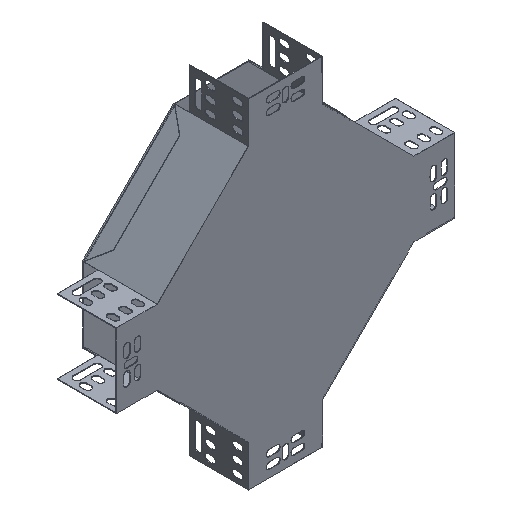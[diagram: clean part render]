
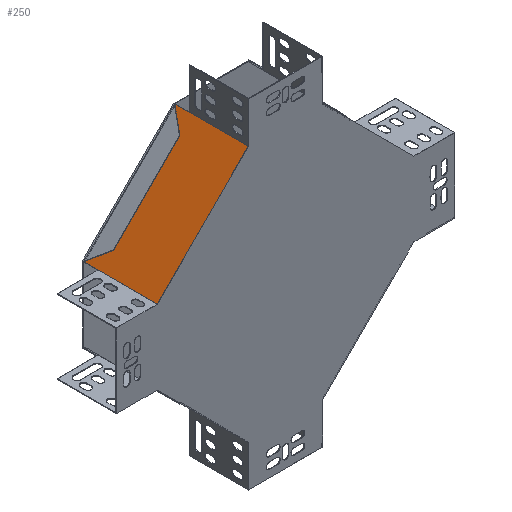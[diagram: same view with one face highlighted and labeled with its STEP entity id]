
A CAD part, isometric view. The second image highlights one B-rep face of the part: STEP entity #250.
In plain terms, the highlighted planar face has unit normal (-0.707, 0, 0.707).
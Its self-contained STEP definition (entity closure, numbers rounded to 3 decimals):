
#133 = ORIENTED_EDGE ( 'NONE', *, *, #720, .F. ) ;
#191 = VECTOR ( 'NONE', #9354, 1000. ) ;
#232 = PLANE ( 'NONE',  #2845 ) ;
#250 = ADVANCED_FACE ( 'NONE', ( #12853 ), #232, .F. ) ;
#300 = VERTEX_POINT ( 'NONE', #5463 ) ;
#448 = ORIENTED_EDGE ( 'NONE', *, *, #11135, .T. ) ;
#720 = EDGE_CURVE ( 'NONE', #1924, #300, #9782, .T. ) ;
#780 = ORIENTED_EDGE ( 'NONE', *, *, #4126, .T. ) ;
#1205 = DIRECTION ( 'NONE',  ( -0.707, 0., -0.707 ) ) ;
#1259 = DIRECTION ( 'NONE',  ( 0.707, 0., -0.707 ) ) ;
#1369 = EDGE_CURVE ( 'NONE', #1924, #9623, #5554, .T. ) ;
#1441 = CARTESIAN_POINT ( 'NONE',  ( -32.336, 189.164, 145.05 ) ) ;
#1480 = LINE ( 'NONE', #3182, #191 ) ;
#1504 = CARTESIAN_POINT ( 'NONE',  ( -132.336, 189.164, 45.05 ) ) ;
#1545 = VECTOR ( 'NONE', #4104, 1000. ) ;
#1924 = VERTEX_POINT ( 'NONE', #5325 ) ;
#2051 = CARTESIAN_POINT ( 'NONE',  ( -32.336, 189.164, 145.05 ) ) ;
#2270 = LINE ( 'NONE', #6350, #8749 ) ;
#2546 = ORIENTED_EDGE ( 'NONE', *, *, #10825, .T. ) ;
#2820 = VECTOR ( 'NONE', #10394, 1000. ) ;
#2845 = AXIS2_PLACEMENT_3D ( 'NONE', #7440, #1259, #8476 ) ;
#2849 = EDGE_CURVE ( 'NONE', #3332, #300, #1480, .T. ) ;
#3080 = DIRECTION ( 'NONE',  ( 0., 1., 0. ) ) ;
#3182 = CARTESIAN_POINT ( 'NONE',  ( -132.336, 174.164, 45.05 ) ) ;
#3332 = VERTEX_POINT ( 'NONE', #9170 ) ;
#3599 = CARTESIAN_POINT ( 'NONE',  ( -132.336, 189.164, 45.05 ) ) ;
#3684 = VERTEX_POINT ( 'NONE', #1441 ) ;
#3950 = VECTOR ( 'NONE', #4644, 1000. ) ;
#4104 = DIRECTION ( 'NONE',  ( -0.707, 0., -0.707 ) ) ;
#4126 = EDGE_CURVE ( 'NONE', #3684, #5721, #2270, .T. ) ;
#4644 = DIRECTION ( 'NONE',  ( 0., -1., 0. ) ) ;
#5207 = CARTESIAN_POINT ( 'NONE',  ( -32.336, 189.164, 145.05 ) ) ;
#5289 = ORIENTED_EDGE ( 'NONE', *, *, #2849, .T. ) ;
#5325 = CARTESIAN_POINT ( 'NONE',  ( -32.336, 109.164, 145.05 ) ) ;
#5463 = CARTESIAN_POINT ( 'NONE',  ( -132.336, 109.164, 45.05 ) ) ;
#5554 = LINE ( 'NONE', #5207, #2820 ) ;
#5721 = VERTEX_POINT ( 'NONE', #1504 ) ;
#5881 = LINE ( 'NONE', #2051, #8287 ) ;
#6177 = CARTESIAN_POINT ( 'NONE',  ( -31.536, 109.164, 145.85 ) ) ;
#6350 = CARTESIAN_POINT ( 'NONE',  ( -132.336, 189.164, 45.05 ) ) ;
#7440 = CARTESIAN_POINT ( 'NONE',  ( -132.336, 189.164, 45.05 ) ) ;
#8287 = VECTOR ( 'NONE', #3080, 1000. ) ;
#8476 = DIRECTION ( 'NONE',  ( -0.707, 0., -0.707 ) ) ;
#8749 = VECTOR ( 'NONE', #1205, 1000. ) ;
#9170 = CARTESIAN_POINT ( 'NONE',  ( -132.336, 174.164, 45.05 ) ) ;
#9354 = DIRECTION ( 'NONE',  ( 0., -1., 0. ) ) ;
#9419 = LINE ( 'NONE', #3599, #3950 ) ;
#9623 = VERTEX_POINT ( 'NONE', #10189 ) ;
#9782 = LINE ( 'NONE', #6177, #1545 ) ;
#10189 = CARTESIAN_POINT ( 'NONE',  ( -32.336, 174.164, 145.05 ) ) ;
#10394 = DIRECTION ( 'NONE',  ( 0., 1., 0. ) ) ;
#10765 = EDGE_LOOP ( 'NONE', ( #2546, #5289, #133, #11111, #448, #780 ) ) ;
#10825 = EDGE_CURVE ( 'NONE', #5721, #3332, #9419, .T. ) ;
#11111 = ORIENTED_EDGE ( 'NONE', *, *, #1369, .T. ) ;
#11135 = EDGE_CURVE ( 'NONE', #9623, #3684, #5881, .T. ) ;
#12853 = FACE_OUTER_BOUND ( 'NONE', #10765, .T. ) ;
